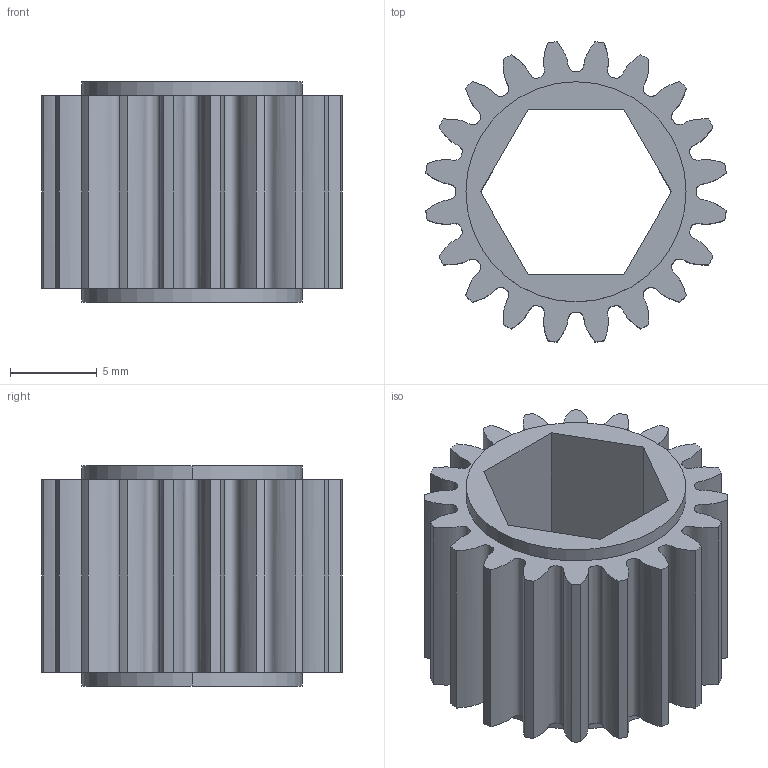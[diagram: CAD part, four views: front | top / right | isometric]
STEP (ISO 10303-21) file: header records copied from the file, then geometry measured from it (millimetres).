
FILE_DESCRIPTION (( 'STEP AP214' ), '1' );
FILE_NAME ('WCP-0741 Rev1.step', '2022-11-27T23:21:21', ( '' ), ( '' ), 'SwSTEP 2.0', 'SolidWorks 2020', '' );
FILE_SCHEMA (( 'AUTOMOTIVE_DESIGN' ));
Length unit declared in the file: inch
Products named in the file (1): WCP-0741 Rev1
Bounding box: 17.33 x 17.33 x 12.7 mm (x, y, z)
Volume: 1380.2 mm3; surface area: 1802.1 mm2
Topology: 1 solids, 1 shells, 54 faces, 150 edges, 100 vertices
Faces by surface type: cylinder 24, bspline 20, plane 10
Entity records: 9186 total; most frequent: CARTESIAN_POINT 7845, ORIENTED_EDGE 300, DIRECTION 228, EDGE_CURVE 150, VERTEX_POINT 100, AXIS2_PLACEMENT_3D 83, LINE 62, VECTOR 62
